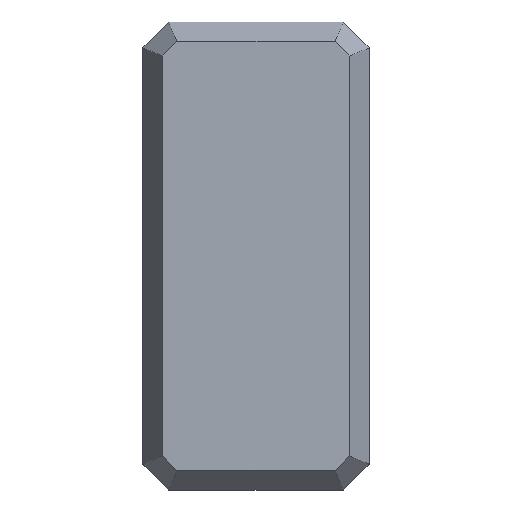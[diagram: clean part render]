
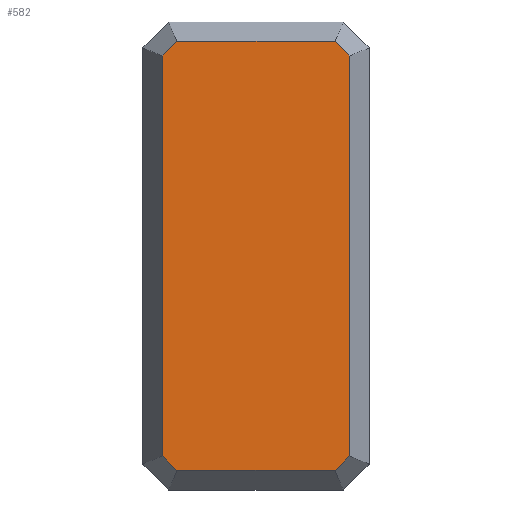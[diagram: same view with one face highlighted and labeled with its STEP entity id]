
A CAD part, top view. The second image highlights one B-rep face of the part: STEP entity #582.
In plain terms, the highlighted planar face has unit normal (0, 0, 1).
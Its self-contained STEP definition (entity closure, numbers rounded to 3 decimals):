
#40=PLANE('',#639);
#76=FACE_OUTER_BOUND('',#114,.T.);
#114=EDGE_LOOP('',(#491,#492,#493,#494,#495,#496,#497,#498));
#168=LINE('',#912,#240);
#170=LINE('',#916,#242);
#172=LINE('',#920,#244);
#174=LINE('',#924,#246);
#177=LINE('',#932,#249);
#178=LINE('',#934,#250);
#179=LINE('',#936,#251);
#180=LINE('',#937,#252);
#240=VECTOR('',#742,1000.);
#242=VECTOR('',#746,1000.);
#244=VECTOR('',#750,1000.);
#246=VECTOR('',#754,1000.);
#249=VECTOR('',#763,1000.);
#250=VECTOR('',#764,1000.);
#251=VECTOR('',#765,1000.);
#252=VECTOR('',#766,1000.);
#309=VERTEX_POINT('',#909);
#310=VERTEX_POINT('',#911);
#311=VERTEX_POINT('',#915);
#312=VERTEX_POINT('',#919);
#313=VERTEX_POINT('',#923);
#315=VERTEX_POINT('',#931);
#316=VERTEX_POINT('',#933);
#317=VERTEX_POINT('',#935);
#370=EDGE_CURVE('',#310,#309,#168,.T.);
#372=EDGE_CURVE('',#311,#310,#170,.T.);
#374=EDGE_CURVE('',#312,#311,#172,.T.);
#376=EDGE_CURVE('',#313,#312,#174,.T.);
#379=EDGE_CURVE('',#309,#315,#177,.T.);
#380=EDGE_CURVE('',#315,#316,#178,.T.);
#381=EDGE_CURVE('',#316,#317,#179,.T.);
#382=EDGE_CURVE('',#317,#313,#180,.T.);
#491=ORIENTED_EDGE('',*,*,#379,.T.);
#492=ORIENTED_EDGE('',*,*,#380,.T.);
#493=ORIENTED_EDGE('',*,*,#381,.T.);
#494=ORIENTED_EDGE('',*,*,#382,.T.);
#495=ORIENTED_EDGE('',*,*,#376,.T.);
#496=ORIENTED_EDGE('',*,*,#374,.T.);
#497=ORIENTED_EDGE('',*,*,#372,.T.);
#498=ORIENTED_EDGE('',*,*,#370,.T.);
#582=ADVANCED_FACE('',(#76),#40,.T.);
#639=AXIS2_PLACEMENT_3D('',#930,#761,#762);
#742=DIRECTION('',(-0.707,0.707,0.));
#746=DIRECTION('',(0.,1.,0.));
#750=DIRECTION('',(0.707,0.707,0.));
#754=DIRECTION('',(1.,0.,0.));
#761=DIRECTION('center_axis',(0.,0.,1.));
#762=DIRECTION('ref_axis',(1.,0.,0.));
#763=DIRECTION('',(-1.,0.,0.));
#764=DIRECTION('',(-0.707,-0.707,0.));
#765=DIRECTION('',(0.,-1.,0.));
#766=DIRECTION('',(0.707,-0.707,0.));
#909=CARTESIAN_POINT('',(-10.021,16.5,11.));
#911=CARTESIAN_POINT('',(-8.9,15.379,11.));
#912=CARTESIAN_POINT('',(3.665,2.813,11.));
#915=CARTESIAN_POINT('',(-8.9,-15.379,11.));
#916=CARTESIAN_POINT('',(-8.9,-18.002,11.));
#919=CARTESIAN_POINT('',(-10.021,-16.5,11.));
#920=CARTESIAN_POINT('',(-14.337,-20.815,11.));
#923=CARTESIAN_POINT('',(-22.179,-16.5,11.));
#924=CARTESIAN_POINT('',(-17.15,-16.5,11.));
#930=CARTESIAN_POINT('Origin',(-15.75,-18.002,11.));
#931=CARTESIAN_POINT('',(-22.179,16.5,11.));
#932=CARTESIAN_POINT('',(-23.5,16.5,11.));
#933=CARTESIAN_POINT('',(-23.3,15.379,11.));
#934=CARTESIAN_POINT('',(-35.865,2.813,11.));
#935=CARTESIAN_POINT('',(-23.3,-15.379,11.));
#936=CARTESIAN_POINT('',(-23.3,-18.002,11.));
#937=CARTESIAN_POINT('',(-17.863,-20.815,11.));
